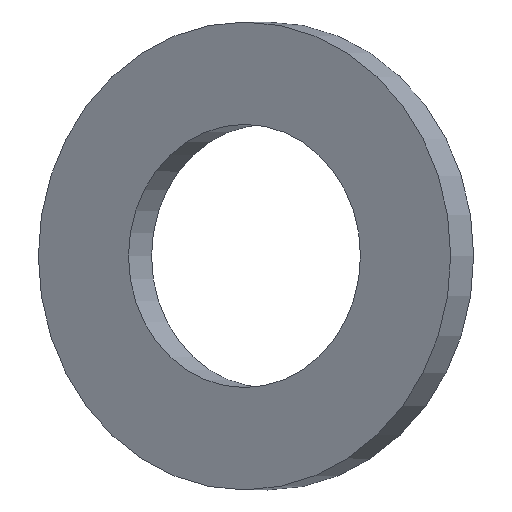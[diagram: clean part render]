
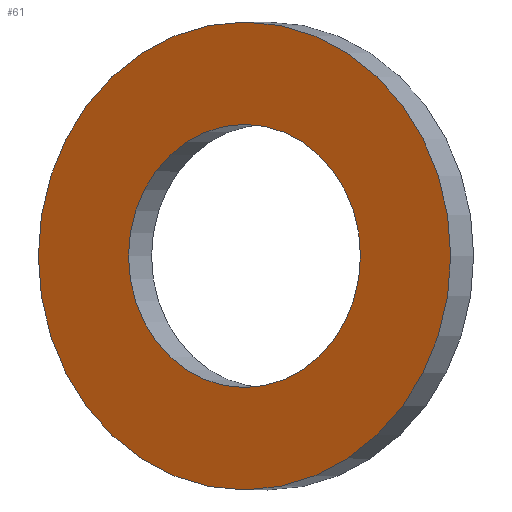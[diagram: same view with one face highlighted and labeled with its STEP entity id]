
A CAD part, top view. The second image highlights one B-rep face of the part: STEP entity #61.
In plain terms, the highlighted planar face has unit normal (-0.473, 0, 0.881).
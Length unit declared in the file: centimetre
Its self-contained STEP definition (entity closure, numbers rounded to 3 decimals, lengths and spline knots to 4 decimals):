
#19=PLANE('',#71);
#23=FACE_BOUND('',#35,.T.);
#27=FACE_OUTER_BOUND('',#34,.T.);
#34=EDGE_LOOP('',(#54));
#35=EDGE_LOOP('',(#55));
#36=CIRCLE('',#65,0.675);
#39=CIRCLE('',#70,1.2);
#40=VERTEX_POINT('',#92);
#43=VERTEX_POINT('',#100);
#44=EDGE_CURVE('',#40,#40,#36,.T.);
#47=EDGE_CURVE('',#43,#43,#39,.T.);
#54=ORIENTED_EDGE('',*,*,#47,.T.);
#55=ORIENTED_EDGE('',*,*,#44,.T.);
#61=ADVANCED_FACE('',(#27,#23),#19,.T.);
#65=AXIS2_PLACEMENT_3D('',#93,#76,#77);
#70=AXIS2_PLACEMENT_3D('',#101,#86,#87);
#71=AXIS2_PLACEMENT_3D('',#102,#88,#89);
#76=DIRECTION('center_axis',(0.473,0.,-0.881));
#77=DIRECTION('ref_axis',(0.881,0.,0.473));
#86=DIRECTION('center_axis',(-0.473,0.,0.881));
#87=DIRECTION('ref_axis',(-0.881,0.,-0.473));
#88=DIRECTION('center_axis',(-0.473,0.,0.881));
#89=DIRECTION('ref_axis',(-0.881,0.,-0.473));
#92=CARTESIAN_POINT('',(33.5545,-33.5977,56.8111));
#93=CARTESIAN_POINT('Origin',(32.9597,-33.5977,56.4921));
#100=CARTESIAN_POINT('',(34.0172,-33.5977,57.0592));
#101=CARTESIAN_POINT('Origin',(32.9597,-33.5977,56.4921));
#102=CARTESIAN_POINT('Origin',(32.9597,-33.5977,56.4921));
